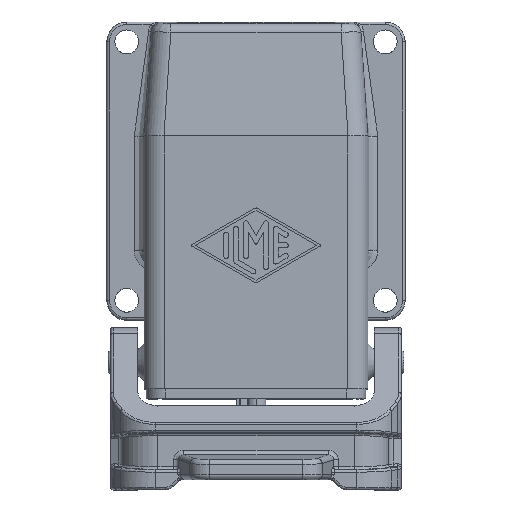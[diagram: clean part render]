
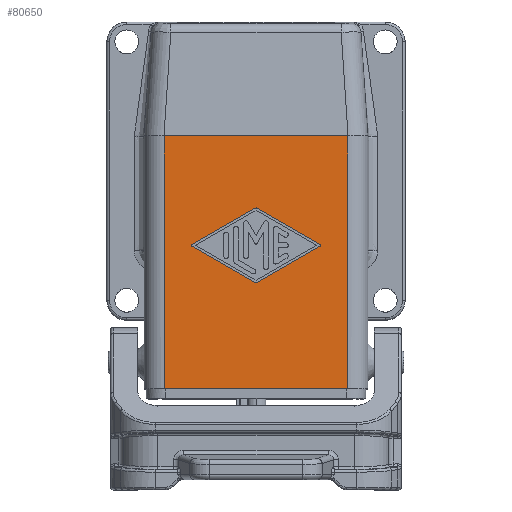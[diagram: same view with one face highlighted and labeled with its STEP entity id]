
A CAD part, top view. The second image highlights one B-rep face of the part: STEP entity #80650.
In plain terms, the highlighted planar face has unit normal (0, 0, 1).
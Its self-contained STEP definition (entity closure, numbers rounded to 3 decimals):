
#78270=CARTESIAN_POINT('',(78.049,43.081,105.9));
#78280=VERTEX_POINT('',#78270);
#78450=CARTESIAN_POINT('',(85.266,55.706,105.9));
#78460=VERTEX_POINT('',#78450);
#78490=CARTESIAN_POINT('',(85.408,55.955,105.9));
#78500=DIRECTION('',(-0.496,-0.868,0.));
#78510=VECTOR('',#78500,1.);
#78520=LINE('',#78490,#78510);
#78530=EDGE_CURVE('',#78460,#78280,#78520,.T.);
#79650=CARTESIAN_POINT('',(80.832,33.955,105.9));
#79660=DIRECTION('',(-0.,-0.,-1.));
#79670=DIRECTION('',(0.,-1.,0.));
#79680=AXIS2_PLACEMENT_3D('',#79650,#79660,#79670);
#79690=PLANE('',#79680);
#79700=CARTESIAN_POINT('',(77.832,68.705,105.9));
#79710=DIRECTION('',(0.,0.,1.));
#79720=DIRECTION('',(0.,1.,0.));
#79730=AXIS2_PLACEMENT_3D('',#79700,#79710,#79720);
#79740=CIRCLE('',#79730,0.25);
#79750=CARTESIAN_POINT('',(78.049,68.829,105.9));
#79760=VERTEX_POINT('',#79750);
#79770=CARTESIAN_POINT('',(77.615,68.829,105.9));
#79780=VERTEX_POINT('',#79770);
#79790=EDGE_CURVE('',#79760,#79780,#79740,.T.);
#79800=ORIENTED_EDGE('',*,*,#79790,.F.);
#79810=CARTESIAN_POINT('',(70.256,55.955,105.9));
#79820=DIRECTION('',(0.496,0.868,0.));
#79830=VECTOR('',#79820,1.);
#79840=LINE('',#79810,#79830);
#79850=CARTESIAN_POINT('',(70.398,56.203,105.9));
#79860=VERTEX_POINT('',#79850);
#79870=EDGE_CURVE('',#79860,#79780,#79840,.T.);
#79880=ORIENTED_EDGE('',*,*,#79870,.T.);
#79890=CARTESIAN_POINT('',(70.832,55.955,105.9));
#79900=DIRECTION('',(0.,0.,1.));
#79910=DIRECTION('',(0.,1.,0.));
#79920=AXIS2_PLACEMENT_3D('',#79890,#79900,#79910);
#79930=CIRCLE('',#79920,0.5);
#79940=CARTESIAN_POINT('',(70.398,55.706,105.9));
#79950=VERTEX_POINT('',#79940);
#79960=EDGE_CURVE('',#79860,#79950,#79930,.T.);
#79970=ORIENTED_EDGE('',*,*,#79960,.F.);
#79980=CARTESIAN_POINT('',(70.256,55.955,105.9));
#79990=DIRECTION('',(-0.496,0.868,-0.));
#80000=VECTOR('',#79990,1.);
#80010=LINE('',#79980,#80000);
#80020=CARTESIAN_POINT('',(77.614,43.081,105.9));
#80030=VERTEX_POINT('',#80020);
#80040=EDGE_CURVE('',#80030,#79950,#80010,.T.);
#80050=ORIENTED_EDGE('',*,*,#80040,.T.);
#80060=CARTESIAN_POINT('',(77.832,43.205,105.9));
#80070=DIRECTION('',(0.,0.,1.));
#80080=DIRECTION('',(0.,1.,0.));
#80090=AXIS2_PLACEMENT_3D('',#80060,#80070,#80080);
#80100=CIRCLE('',#80090,0.25);
#80110=EDGE_CURVE('',#80030,#78280,#80100,.T.);
#80120=ORIENTED_EDGE('',*,*,#80110,.F.);
#80130=ORIENTED_EDGE('',*,*,#78530,.T.);
#80140=CARTESIAN_POINT('',(84.832,55.955,105.9));
#80150=DIRECTION('',(0.,0.,1.));
#80160=DIRECTION('',(0.,1.,0.));
#80170=AXIS2_PLACEMENT_3D('',#80140,#80150,#80160);
#80180=CIRCLE('',#80170,0.5);
#80190=CARTESIAN_POINT('',(85.266,56.203,105.9));
#80200=VERTEX_POINT('',#80190);
#80210=EDGE_CURVE('',#78460,#80200,#80180,.T.);
#80220=ORIENTED_EDGE('',*,*,#80210,.F.);
#80230=CARTESIAN_POINT('',(85.408,55.955,105.9));
#80240=DIRECTION('',(0.496,-0.868,0.));
#80250=VECTOR('',#80240,1.);
#80260=LINE('',#80230,#80250);
#80270=EDGE_CURVE('',#79760,#80200,#80260,.T.);
#80280=ORIENTED_EDGE('',*,*,#80270,.T.);
#80290=EDGE_LOOP('',(#80280,#80220,#80130,#80120,#80050,#79970,#79880,
#79800));
#80300=FACE_BOUND('',#80290,.T.);
#80310=CARTESIAN_POINT('',(55.832,55.955,105.9));
#80320=DIRECTION('',(0.,1.,0.));
#80330=VECTOR('',#80320,1.);
#80340=LINE('',#80310,#80330);
#80350=CARTESIAN_POINT('',(55.832,37.455,105.9));
#80360=VERTEX_POINT('',#80350);
#80370=CARTESIAN_POINT('',(55.832,74.455,105.9));
#80380=VERTEX_POINT('',#80370);
#80390=EDGE_CURVE('',#80360,#80380,#80340,.T.);
#80400=ORIENTED_EDGE('',*,*,#80390,.F.);
#80410=CARTESIAN_POINT('',(33.831,74.455,105.9));
#80420=DIRECTION('',(-1.,0.,0.));
#80430=VECTOR('',#80420,1.);
#80440=LINE('',#80410,#80430);
#80450=CARTESIAN_POINT('',(106.732,74.455,105.9));
#80460=VERTEX_POINT('',#80450);
#80470=EDGE_CURVE('',#80460,#80380,#80440,.T.);
#80480=ORIENTED_EDGE('',*,*,#80470,.T.);
#80490=CARTESIAN_POINT('',(106.732,55.955,105.9));
#80500=DIRECTION('',(0.,-1.,0.));
#80510=VECTOR('',#80500,1.);
#80520=LINE('',#80490,#80510);
#80530=CARTESIAN_POINT('',(106.732,37.455,105.9));
#80540=VERTEX_POINT('',#80530);
#80550=EDGE_CURVE('',#80460,#80540,#80520,.T.);
#80560=ORIENTED_EDGE('',*,*,#80550,.F.);
#80570=CARTESIAN_POINT('',(33.831,37.455,105.9));
#80580=DIRECTION('',(-1.,0.,0.));
#80590=VECTOR('',#80580,1.);
#80600=LINE('',#80570,#80590);
#80610=EDGE_CURVE('',#80540,#80360,#80600,.T.);
#80620=ORIENTED_EDGE('',*,*,#80610,.F.);
#80630=EDGE_LOOP('',(#80620,#80560,#80480,#80400));
#80640=FACE_OUTER_BOUND('',#80630,.T.);
#80650=ADVANCED_FACE('',(#80300,#80640),#79690,.F.);
